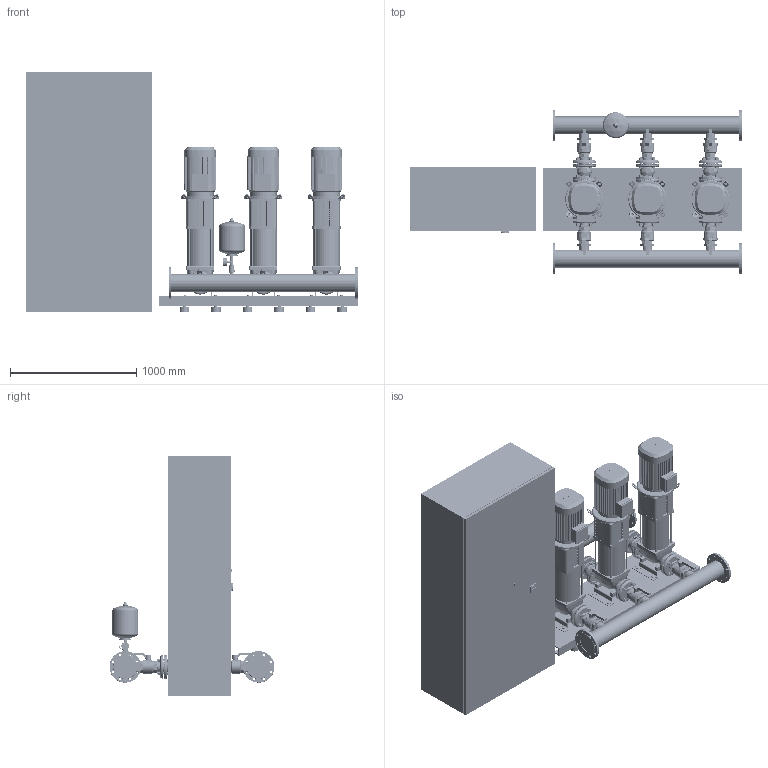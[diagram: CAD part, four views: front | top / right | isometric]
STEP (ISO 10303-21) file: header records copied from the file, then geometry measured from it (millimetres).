
FILE_DESCRIPTION((''),'2;1');
FILE_NAME('3d_COR-3HELIXV3603_K_CC-01-2530634.stp','2016-01-22T14:03:09',(''),(''),'Mechanical Desktop 2009','Mechanical Desktop 2009',', , ');
FILE_SCHEMA(('CONFIG_CONTROL_DESIGN'));
Length unit declared in the file: millimetre
Products named in the file (1): Product
Bounding box: 2630 x 1307 x 1900 mm (x, y, z)
Volume: 1177243730.9 mm3; surface area: 21294709.6 mm2
Topology: 185 solids, 185 shells, 6021 faces, 15582 edges, 10119 vertices
Faces by surface type: bspline 2353, plane 2149, cylinder 1135, cone 208, torus 174, sphere 2
Entity records: 211186 total; most frequent: CARTESIAN_POINT 66918, ORIENTED_EDGE 31096, DIRECTION 27509, EDGE_CURVE 15548, VERTEX_POINT 10107, VECTOR 9571, LINE 9571, AXIS2_PLACEMENT_3D 8969
